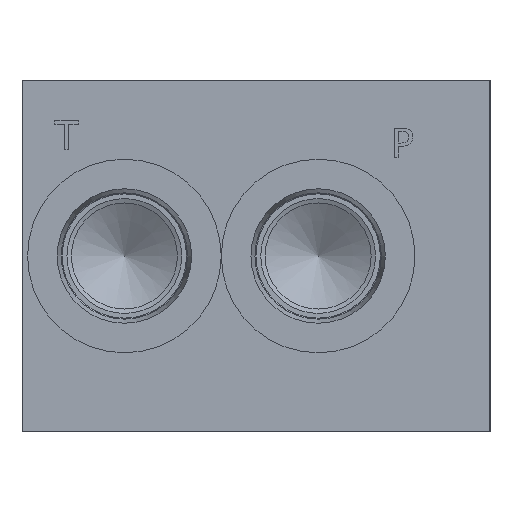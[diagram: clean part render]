
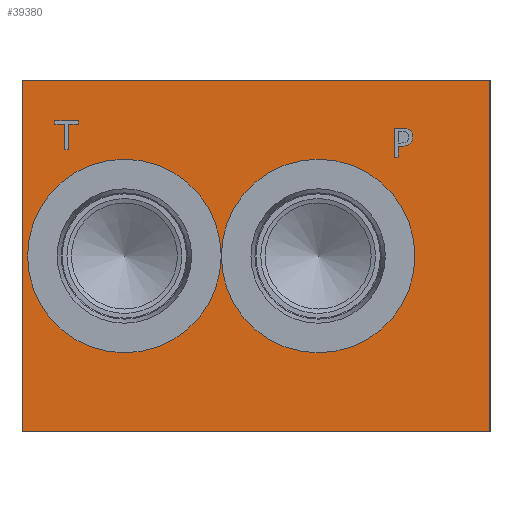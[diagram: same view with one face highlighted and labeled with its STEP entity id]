
A CAD part, left-side view. The second image highlights one B-rep face of the part: STEP entity #39380.
In plain terms, the highlighted planar face has unit normal (-1, 0, 0).
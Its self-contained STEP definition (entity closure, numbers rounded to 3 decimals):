
#624=CIRCLE('',#41025,21.019);
#625=CIRCLE('',#41026,21.019);
#626=CIRCLE('',#41027,21.019);
#627=CIRCLE('',#41028,21.019);
#1844=FACE_BOUND('',#6594,.T.);
#1845=FACE_BOUND('',#6595,.T.);
#1846=FACE_BOUND('',#6596,.T.);
#1847=FACE_BOUND('',#6597,.T.);
#2804=PLANE('',#41024);
#4317=FACE_OUTER_BOUND('',#6593,.T.);
#6593=EDGE_LOOP('',(#32135,#32136,#32137,#32138));
#6594=EDGE_LOOP('',(#32139,#32140));
#6595=EDGE_LOOP('',(#32141,#32142));
#6596=EDGE_LOOP('',(#32143,#32144,#32145,#32146,#32147,#32148,#32149,#32150));
#6597=EDGE_LOOP('',(#32151,#32152,#32153,#32154,#32155,#32156,#32157,#32158,
#32159));
#7710=LINE('',#52163,#10955);
#8441=LINE('',#57378,#11686);
#9440=LINE('',#62845,#12685);
#10073=LINE('',#66255,#13318);
#10076=LINE('',#66261,#13321);
#10079=LINE('',#66267,#13324);
#10082=LINE('',#66273,#13327);
#10085=LINE('',#66279,#13330);
#10089=LINE('',#66320,#13334);
#10090=LINE('',#66331,#13335);
#10091=LINE('',#66333,#13336);
#10092=LINE('',#66335,#13337);
#10093=LINE('',#66337,#13338);
#10094=LINE('',#66339,#13339);
#10095=LINE('',#66341,#13340);
#10096=LINE('',#66343,#13341);
#10097=LINE('',#66344,#13342);
#10955=VECTOR('',#43014,10.);
#11686=VECTOR('',#44077,10.);
#12685=VECTOR('',#45828,10.);
#13318=VECTOR('',#46981,10.);
#13321=VECTOR('',#46986,10.);
#13324=VECTOR('',#46991,10.);
#13327=VECTOR('',#46996,10.);
#13330=VECTOR('',#47001,10.);
#13334=VECTOR('',#47009,10.);
#13335=VECTOR('',#47018,10.);
#13336=VECTOR('',#47019,10.);
#13337=VECTOR('',#47020,10.);
#13338=VECTOR('',#47021,10.);
#13339=VECTOR('',#47022,10.);
#13340=VECTOR('',#47023,10.);
#13341=VECTOR('',#47024,10.);
#13342=VECTOR('',#47025,10.);
#15217=B_SPLINE_CURVE_WITH_KNOTS('',2,(#66222,#66223,#66224,#66225),
 .UNSPECIFIED.,.F.,.F.,(3,1,3),(0.,1.,2.),.UNSPECIFIED.);
#15219=B_SPLINE_CURVE_WITH_KNOTS('',2,(#66243,#66244,#66245,#66246),
 .UNSPECIFIED.,.F.,.F.,(3,1,3),(0.,1.,2.),.UNSPECIFIED.);
#15221=B_SPLINE_CURVE_WITH_KNOTS('',2,(#66292,#66293,#66294,#66295),
 .UNSPECIFIED.,.F.,.F.,(3,1,3),(0.,1.,2.),.UNSPECIFIED.);
#15223=B_SPLINE_CURVE_WITH_KNOTS('',2,(#66310,#66311,#66312,#66313),
 .UNSPECIFIED.,.F.,.F.,(3,1,3),(0.,1.,2.),.UNSPECIFIED.);
#15447=VERTEX_POINT('',#52159);
#15448=VERTEX_POINT('',#52161);
#16377=VERTEX_POINT('',#57375);
#16378=VERTEX_POINT('',#57377);
#17857=VERTEX_POINT('',#66220);
#17858=VERTEX_POINT('',#66221);
#17861=VERTEX_POINT('',#66242);
#17863=VERTEX_POINT('',#66254);
#17865=VERTEX_POINT('',#66260);
#17867=VERTEX_POINT('',#66266);
#17869=VERTEX_POINT('',#66272);
#17871=VERTEX_POINT('',#66278);
#17873=VERTEX_POINT('',#66291);
#17875=VERTEX_POINT('',#66321);
#17876=VERTEX_POINT('',#66322);
#17877=VERTEX_POINT('',#66325);
#17878=VERTEX_POINT('',#66326);
#17879=VERTEX_POINT('',#66329);
#17880=VERTEX_POINT('',#66330);
#17881=VERTEX_POINT('',#66332);
#17882=VERTEX_POINT('',#66334);
#17883=VERTEX_POINT('',#66336);
#17884=VERTEX_POINT('',#66338);
#17885=VERTEX_POINT('',#66340);
#17886=VERTEX_POINT('',#66342);
#19408=EDGE_CURVE('',#15447,#15448,#7710,.T.);
#20640=EDGE_CURVE('',#16377,#16378,#8441,.T.);
#22026=EDGE_CURVE('',#16377,#15447,#9440,.T.);
#22936=EDGE_CURVE('',#17857,#17858,#15217,.T.);
#22940=EDGE_CURVE('',#17861,#17857,#15219,.T.);
#22943=EDGE_CURVE('',#17863,#17861,#10073,.T.);
#22946=EDGE_CURVE('',#17865,#17863,#10076,.T.);
#22949=EDGE_CURVE('',#17867,#17865,#10079,.T.);
#22952=EDGE_CURVE('',#17869,#17867,#10082,.T.);
#22955=EDGE_CURVE('',#17871,#17869,#10085,.T.);
#22958=EDGE_CURVE('',#17873,#17871,#15221,.T.);
#22961=EDGE_CURVE('',#17858,#17873,#15223,.T.);
#22963=EDGE_CURVE('',#16378,#15448,#10089,.T.);
#22964=EDGE_CURVE('',#17875,#17876,#624,.T.);
#22965=EDGE_CURVE('',#17876,#17875,#625,.T.);
#22966=EDGE_CURVE('',#17877,#17878,#626,.T.);
#22967=EDGE_CURVE('',#17878,#17877,#627,.T.);
#22968=EDGE_CURVE('',#17879,#17880,#10090,.T.);
#22969=EDGE_CURVE('',#17880,#17881,#10091,.T.);
#22970=EDGE_CURVE('',#17881,#17882,#10092,.T.);
#22971=EDGE_CURVE('',#17882,#17883,#10093,.T.);
#22972=EDGE_CURVE('',#17883,#17884,#10094,.T.);
#22973=EDGE_CURVE('',#17884,#17885,#10095,.T.);
#22974=EDGE_CURVE('',#17885,#17886,#10096,.T.);
#22975=EDGE_CURVE('',#17886,#17879,#10097,.T.);
#32135=ORIENTED_EDGE('',*,*,#22026,.T.);
#32136=ORIENTED_EDGE('',*,*,#19408,.T.);
#32137=ORIENTED_EDGE('',*,*,#22963,.F.);
#32138=ORIENTED_EDGE('',*,*,#20640,.F.);
#32139=ORIENTED_EDGE('',*,*,#22964,.T.);
#32140=ORIENTED_EDGE('',*,*,#22965,.T.);
#32141=ORIENTED_EDGE('',*,*,#22966,.T.);
#32142=ORIENTED_EDGE('',*,*,#22967,.T.);
#32143=ORIENTED_EDGE('',*,*,#22968,.T.);
#32144=ORIENTED_EDGE('',*,*,#22969,.T.);
#32145=ORIENTED_EDGE('',*,*,#22970,.T.);
#32146=ORIENTED_EDGE('',*,*,#22971,.T.);
#32147=ORIENTED_EDGE('',*,*,#22972,.T.);
#32148=ORIENTED_EDGE('',*,*,#22973,.T.);
#32149=ORIENTED_EDGE('',*,*,#22974,.T.);
#32150=ORIENTED_EDGE('',*,*,#22975,.T.);
#32151=ORIENTED_EDGE('',*,*,#22936,.T.);
#32152=ORIENTED_EDGE('',*,*,#22961,.T.);
#32153=ORIENTED_EDGE('',*,*,#22958,.T.);
#32154=ORIENTED_EDGE('',*,*,#22955,.T.);
#32155=ORIENTED_EDGE('',*,*,#22952,.T.);
#32156=ORIENTED_EDGE('',*,*,#22949,.T.);
#32157=ORIENTED_EDGE('',*,*,#22946,.T.);
#32158=ORIENTED_EDGE('',*,*,#22943,.T.);
#32159=ORIENTED_EDGE('',*,*,#22940,.T.);
#39380=ADVANCED_FACE('',(#4317,#1844,#1845,#1846,#1847),#2804,.T.);
#41024=AXIS2_PLACEMENT_3D('',#66319,#47007,#47008);
#41025=AXIS2_PLACEMENT_3D('',#66323,#47010,#47011);
#41026=AXIS2_PLACEMENT_3D('',#66324,#47012,#47013);
#41027=AXIS2_PLACEMENT_3D('',#66327,#47014,#47015);
#41028=AXIS2_PLACEMENT_3D('',#66328,#47016,#47017);
#43014=DIRECTION('',(0.,0.,1.));
#44077=DIRECTION('',(0.,0.,1.));
#45828=DIRECTION('',(0.,-1.,0.));
#46981=DIRECTION('',(0.,-1.,0.));
#46986=DIRECTION('',(0.,0.,1.));
#46991=DIRECTION('',(0.,1.,0.));
#46996=DIRECTION('',(0.,0.,-1.));
#47001=DIRECTION('',(0.,1.,0.));
#47007=DIRECTION('center_axis',(-1.,0.,0.));
#47008=DIRECTION('ref_axis',(0.,-1.,0.));
#47009=DIRECTION('',(0.,-1.,0.));
#47010=DIRECTION('center_axis',(1.,0.,0.));
#47011=DIRECTION('ref_axis',(0.,0.,1.));
#47012=DIRECTION('center_axis',(1.,0.,0.));
#47013=DIRECTION('ref_axis',(0.,0.,1.));
#47014=DIRECTION('center_axis',(1.,0.,0.));
#47015=DIRECTION('ref_axis',(0.,0.,1.));
#47016=DIRECTION('center_axis',(1.,0.,0.));
#47017=DIRECTION('ref_axis',(0.,0.,1.));
#47018=DIRECTION('',(0.,1.,0.));
#47019=DIRECTION('',(0.,0.,1.));
#47020=DIRECTION('',(0.,1.,0.));
#47021=DIRECTION('',(0.,0.,1.));
#47022=DIRECTION('',(0.,-1.,0.));
#47023=DIRECTION('',(0.,0.,-1.));
#47024=DIRECTION('',(0.,1.,0.));
#47025=DIRECTION('',(0.,0.,-1.));
#52159=CARTESIAN_POINT('',(0.,0.,0.));
#52161=CARTESIAN_POINT('',(0.,0.,76.2));
#52163=CARTESIAN_POINT('',(0.,0.,0.));
#57375=CARTESIAN_POINT('',(0.,101.6,0.));
#57377=CARTESIAN_POINT('',(0.,101.6,76.2));
#57378=CARTESIAN_POINT('',(0.,101.6,0.));
#62845=CARTESIAN_POINT('',(0.,101.6,0.));
#66220=CARTESIAN_POINT('',(0.,17.531,65.485));
#66221=CARTESIAN_POINT('',(0.,16.774,63.967));
#66222=CARTESIAN_POINT('Ctrl Pts',(0.,17.531,65.485));
#66223=CARTESIAN_POINT('Ctrl Pts',(0.,17.176,65.243));
#66224=CARTESIAN_POINT('Ctrl Pts',(0.,16.774,64.497));
#66225=CARTESIAN_POINT('Ctrl Pts',(0.,16.774,63.967));
#66242=CARTESIAN_POINT('',(0.,19.193,65.881));
#66243=CARTESIAN_POINT('Ctrl Pts',(0.,19.193,65.881));
#66244=CARTESIAN_POINT('Ctrl Pts',(0.,18.627,65.881));
#66245=CARTESIAN_POINT('Ctrl Pts',(0.,17.834,65.696));
#66246=CARTESIAN_POINT('Ctrl Pts',(0.,17.531,65.485));
#66254=CARTESIAN_POINT('',(0.,20.788,65.881));
#66255=CARTESIAN_POINT('',(0.,61.194,65.881));
#66260=CARTESIAN_POINT('',(0.,20.788,59.531));
#66261=CARTESIAN_POINT('',(0.,20.788,29.766));
#66266=CARTESIAN_POINT('',(0.,19.944,59.531));
#66267=CARTESIAN_POINT('',(0.,60.772,59.531));
#66272=CARTESIAN_POINT('',(0.,19.944,61.898));
#66273=CARTESIAN_POINT('',(0.,19.944,30.949));
#66278=CARTESIAN_POINT('',(0.,19.229,61.898));
#66279=CARTESIAN_POINT('',(0.,60.414,61.898));
#66291=CARTESIAN_POINT('',(0.,17.33,62.557));
#66292=CARTESIAN_POINT('Ctrl Pts',(0.,17.33,62.557));
#66293=CARTESIAN_POINT('Ctrl Pts',(0.,17.659,62.233));
#66294=CARTESIAN_POINT('Ctrl Pts',(0.,18.55,61.898));
#66295=CARTESIAN_POINT('Ctrl Pts',(0.,19.229,61.898));
#66310=CARTESIAN_POINT('Ctrl Pts',(0.,16.774,63.967));
#66311=CARTESIAN_POINT('Ctrl Pts',(0.,16.774,63.555));
#66312=CARTESIAN_POINT('Ctrl Pts',(0.,17.068,62.814));
#66313=CARTESIAN_POINT('Ctrl Pts',(0.,17.33,62.557));
#66319=CARTESIAN_POINT('Origin',(0.,101.6,0.));
#66320=CARTESIAN_POINT('',(0.,101.6,76.2));
#66321=CARTESIAN_POINT('',(0.,79.375,59.119));
#66322=CARTESIAN_POINT('',(0.,79.375,17.082));
#66323=CARTESIAN_POINT('Origin',(0.,79.375,38.1));
#66324=CARTESIAN_POINT('Origin',(0.,79.375,38.1));
#66325=CARTESIAN_POINT('',(0.,37.313,59.119));
#66326=CARTESIAN_POINT('',(0.,37.313,17.082));
#66327=CARTESIAN_POINT('Origin',(0.,37.313,38.1));
#66328=CARTESIAN_POINT('Origin',(0.,37.313,38.1));
#66329=CARTESIAN_POINT('',(0.,91.487,61.119));
#66330=CARTESIAN_POINT('',(0.,92.331,61.119));
#66331=CARTESIAN_POINT('',(0.,96.544,61.119));
#66332=CARTESIAN_POINT('',(0.,92.331,66.717));
#66333=CARTESIAN_POINT('',(0.,92.331,30.559));
#66334=CARTESIAN_POINT('',(0.,94.461,66.717));
#66335=CARTESIAN_POINT('',(0.,96.966,66.717));
#66336=CARTESIAN_POINT('',(0.,94.461,67.469));
#66337=CARTESIAN_POINT('',(0.,94.461,33.359));
#66338=CARTESIAN_POINT('',(0.,89.357,67.469));
#66339=CARTESIAN_POINT('',(0.,98.031,67.469));
#66340=CARTESIAN_POINT('',(0.,89.357,66.717));
#66341=CARTESIAN_POINT('',(0.,89.357,33.734));
#66342=CARTESIAN_POINT('',(0.,91.487,66.717));
#66343=CARTESIAN_POINT('',(0.,95.478,66.717));
#66344=CARTESIAN_POINT('',(0.,91.487,33.359));
